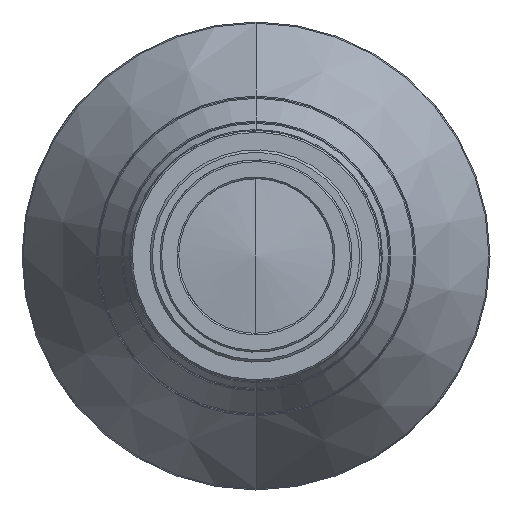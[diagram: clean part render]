
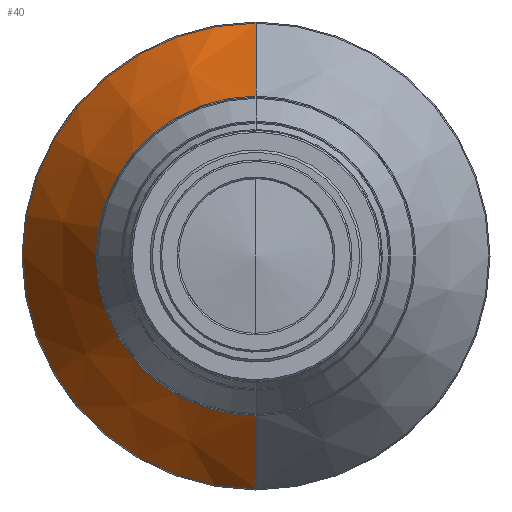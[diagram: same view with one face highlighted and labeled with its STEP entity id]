
A CAD part, left-side view. The second image highlights one B-rep face of the part: STEP entity #40.
In plain terms, the highlighted conical face has half-angle 30 degrees and reference radius 19.134 mm.
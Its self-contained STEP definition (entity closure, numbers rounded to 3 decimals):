
#40 = ADVANCED_FACE ( 'NONE', ( #921 ), #1534, .T. ) ;
#63 = CARTESIAN_POINT ( 'NONE',  ( 36.232, 0., -19.134 ) ) ;
#126 = AXIS2_PLACEMENT_3D ( 'NONE', #2265, #1260, #1057 ) ;
#176 = CARTESIAN_POINT ( 'NONE',  ( 36.232, 0., 19.134 ) ) ;
#225 = CIRCLE ( 'NONE', #126, 19.134 ) ;
#450 = CARTESIAN_POINT ( 'NONE',  ( 51.356, 0., 27.866 ) ) ;
#484 = AXIS2_PLACEMENT_3D ( 'NONE', #1222, #587, #2075 ) ;
#549 = EDGE_CURVE ( 'NONE', #2289, #2462, #1881, .T. ) ;
#587 = DIRECTION ( 'NONE',  ( 1., 0., 0. ) ) ;
#643 = CIRCLE ( 'NONE', #726, 27.866 ) ;
#660 = CARTESIAN_POINT ( 'NONE',  ( 51.356, 0., 0. ) ) ;
#726 = AXIS2_PLACEMENT_3D ( 'NONE', #660, #1471, #821 ) ;
#821 = DIRECTION ( 'NONE',  ( 0., 0., -1. ) ) ;
#832 = VERTEX_POINT ( 'NONE', #63 ) ;
#921 = FACE_OUTER_BOUND ( 'NONE', #1426, .T. ) ;
#1001 = ORIENTED_EDGE ( 'NONE', *, *, #1987, .T. ) ;
#1057 = DIRECTION ( 'NONE',  ( 0., 1., 0. ) ) ;
#1222 = CARTESIAN_POINT ( 'NONE',  ( 36.232, 0., 0. ) ) ;
#1260 = DIRECTION ( 'NONE',  ( 1., 0., 0. ) ) ;
#1426 = EDGE_LOOP ( 'NONE', ( #1001, #1909, #2407, #2362 ) ) ;
#1433 = CARTESIAN_POINT ( 'NONE',  ( 36.232, 0., 19.134 ) ) ;
#1463 = VERTEX_POINT ( 'NONE', #1950 ) ;
#1471 = DIRECTION ( 'NONE',  ( 1., 0., 0. ) ) ;
#1534 = CONICAL_SURFACE ( 'NONE', #484, 19.134, 0.524 ) ;
#1813 = VECTOR ( 'NONE', #2551, 1000. ) ;
#1881 = LINE ( 'NONE', #176, #1813 ) ;
#1884 = EDGE_CURVE ( 'NONE', #832, #1463, #2499, .T. ) ;
#1891 = VECTOR ( 'NONE', #1897, 1000. ) ;
#1897 = DIRECTION ( 'NONE',  ( 0.866, 0., -0.5 ) ) ;
#1909 = ORIENTED_EDGE ( 'NONE', *, *, #549, .T. ) ;
#1950 = CARTESIAN_POINT ( 'NONE',  ( 51.356, 0., -27.866 ) ) ;
#1987 = EDGE_CURVE ( 'NONE', #832, #2289, #225, .T. ) ;
#2021 = EDGE_CURVE ( 'NONE', #1463, #2462, #643, .T. ) ;
#2075 = DIRECTION ( 'NONE',  ( 0., 0., -1. ) ) ;
#2265 = CARTESIAN_POINT ( 'NONE',  ( 36.232, 0., 0. ) ) ;
#2289 = VERTEX_POINT ( 'NONE', #1433 ) ;
#2362 = ORIENTED_EDGE ( 'NONE', *, *, #1884, .F. ) ;
#2407 = ORIENTED_EDGE ( 'NONE', *, *, #2021, .F. ) ;
#2462 = VERTEX_POINT ( 'NONE', #450 ) ;
#2499 = LINE ( 'NONE', #2776, #1891 ) ;
#2551 = DIRECTION ( 'NONE',  ( 0.866, 0., 0.5 ) ) ;
#2776 = CARTESIAN_POINT ( 'NONE',  ( 36.232, 0., -19.134 ) ) ;
